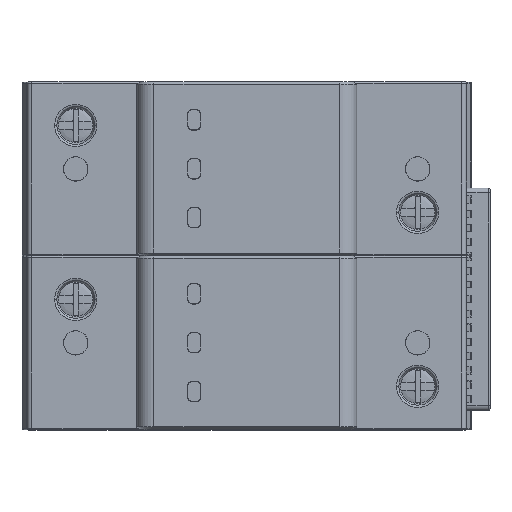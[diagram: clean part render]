
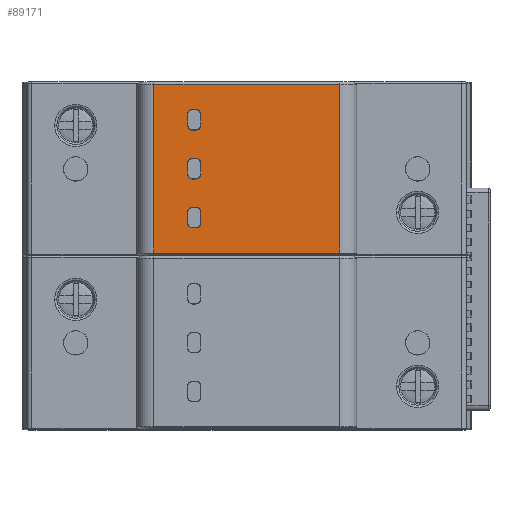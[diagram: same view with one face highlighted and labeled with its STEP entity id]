
A CAD part, top view. The second image highlights one B-rep face of the part: STEP entity #89171.
In plain terms, the highlighted planar face has unit normal (0, 0, 1).
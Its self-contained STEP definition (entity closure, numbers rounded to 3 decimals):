
#2160=DIRECTION('',(0.,-1.,0.));
#2161=VECTOR('',#2160,34.5);
#2162=CARTESIAN_POINT('',(25.8,70.55,31.607));
#2163=LINE('',#2162,#2161);
#2185=DIRECTION('',(-1.,0.,0.));
#2186=VECTOR('',#2185,38.);
#2187=CARTESIAN_POINT('',(63.8,70.55,31.607));
#2188=LINE('',#2187,#2186);
#16407=DIRECTION('',(1.,0.,0.));
#16408=VECTOR('',#16407,38.);
#16409=CARTESIAN_POINT('',(25.8,36.05,31.607));
#16410=LINE('',#16409,#16408);
#16411=CARTESIAN_POINT('',(33.7,52.2,31.607));
#16412=DIRECTION('',(0.,0.,1.));
#16413=DIRECTION('',(-1.,0.,0.));
#16414=AXIS2_PLACEMENT_3D('',#16411,#16412,#16413);
#16416=CARTESIAN_POINT('',(34.4,52.2,31.607));
#16417=DIRECTION('',(0.,0.,1.));
#16418=DIRECTION('',(0.,-1.,0.));
#16419=AXIS2_PLACEMENT_3D('',#16416,#16417,#16418);
#16421=CARTESIAN_POINT('',(34.4,54.4,31.607));
#16422=DIRECTION('',(0.,0.,1.));
#16423=DIRECTION('',(1.,0.,0.));
#16424=AXIS2_PLACEMENT_3D('',#16421,#16422,#16423);
#16426=CARTESIAN_POINT('',(33.7,54.4,31.607));
#16427=DIRECTION('',(0.,0.,1.));
#16428=DIRECTION('',(0.,1.,0.));
#16429=AXIS2_PLACEMENT_3D('',#16426,#16427,#16428);
#16431=CARTESIAN_POINT('',(33.7,42.2,31.607));
#16432=DIRECTION('',(0.,0.,1.));
#16433=DIRECTION('',(-1.,0.,0.));
#16434=AXIS2_PLACEMENT_3D('',#16431,#16432,#16433);
#16436=CARTESIAN_POINT('',(34.4,42.2,31.607));
#16437=DIRECTION('',(0.,0.,1.));
#16438=DIRECTION('',(0.,-1.,0.));
#16439=AXIS2_PLACEMENT_3D('',#16436,#16437,#16438);
#16441=CARTESIAN_POINT('',(34.4,44.4,31.607));
#16442=DIRECTION('',(0.,0.,1.));
#16443=DIRECTION('',(1.,0.,0.));
#16444=AXIS2_PLACEMENT_3D('',#16441,#16442,#16443);
#16446=CARTESIAN_POINT('',(33.7,44.4,31.607));
#16447=DIRECTION('',(0.,0.,1.));
#16448=DIRECTION('',(0.,1.,0.));
#16449=AXIS2_PLACEMENT_3D('',#16446,#16447,#16448);
#16451=CARTESIAN_POINT('',(33.7,62.2,31.607));
#16452=DIRECTION('',(0.,0.,1.));
#16453=DIRECTION('',(-1.,0.,0.));
#16454=AXIS2_PLACEMENT_3D('',#16451,#16452,#16453);
#16456=CARTESIAN_POINT('',(34.4,62.2,31.607));
#16457=DIRECTION('',(0.,0.,1.));
#16458=DIRECTION('',(0.,-1.,0.));
#16459=AXIS2_PLACEMENT_3D('',#16456,#16457,#16458);
#16461=CARTESIAN_POINT('',(34.4,64.4,31.607));
#16462=DIRECTION('',(0.,0.,1.));
#16463=DIRECTION('',(1.,0.,0.));
#16464=AXIS2_PLACEMENT_3D('',#16461,#16462,#16463);
#16466=CARTESIAN_POINT('',(33.7,64.4,31.607));
#16467=DIRECTION('',(0.,0.,1.));
#16468=DIRECTION('',(0.,1.,0.));
#16469=AXIS2_PLACEMENT_3D('',#16466,#16467,#16468);
#16471=DIRECTION('',(0.,1.,0.));
#16472=VECTOR('',#16471,34.5);
#16473=CARTESIAN_POINT('',(63.8,36.05,31.607));
#16474=LINE('',#16473,#16472);
#42751=DIRECTION('',(0.,1.,0.));
#42752=VECTOR('',#42751,2.2);
#42753=CARTESIAN_POINT('',(32.7,52.2,31.607));
#42754=LINE('',#42753,#42752);
#42782=DIRECTION('',(1.,0.,0.));
#42783=VECTOR('',#42782,0.7);
#42784=CARTESIAN_POINT('',(33.7,55.4,31.607));
#42785=LINE('',#42784,#42783);
#42813=DIRECTION('',(0.,-1.,0.));
#42814=VECTOR('',#42813,2.2);
#42815=CARTESIAN_POINT('',(35.4,54.4,31.607));
#42816=LINE('',#42815,#42814);
#42844=DIRECTION('',(-1.,0.,0.));
#42845=VECTOR('',#42844,0.7);
#42846=CARTESIAN_POINT('',(34.4,51.2,31.607));
#42847=LINE('',#42846,#42845);
#42911=DIRECTION('',(0.,1.,0.));
#42912=VECTOR('',#42911,2.2);
#42913=CARTESIAN_POINT('',(32.7,42.2,31.607));
#42914=LINE('',#42913,#42912);
#42942=DIRECTION('',(1.,0.,0.));
#42943=VECTOR('',#42942,0.7);
#42944=CARTESIAN_POINT('',(33.7,45.4,31.607));
#42945=LINE('',#42944,#42943);
#42973=DIRECTION('',(0.,-1.,0.));
#42974=VECTOR('',#42973,2.2);
#42975=CARTESIAN_POINT('',(35.4,44.4,31.607));
#42976=LINE('',#42975,#42974);
#43004=DIRECTION('',(-1.,0.,0.));
#43005=VECTOR('',#43004,0.7);
#43006=CARTESIAN_POINT('',(34.4,41.2,31.607));
#43007=LINE('',#43006,#43005);
#43071=DIRECTION('',(0.,1.,0.));
#43072=VECTOR('',#43071,2.2);
#43073=CARTESIAN_POINT('',(32.7,62.2,31.607));
#43074=LINE('',#43073,#43072);
#43102=DIRECTION('',(1.,0.,0.));
#43103=VECTOR('',#43102,0.7);
#43104=CARTESIAN_POINT('',(33.7,65.4,31.607));
#43105=LINE('',#43104,#43103);
#43133=DIRECTION('',(0.,-1.,0.));
#43134=VECTOR('',#43133,2.2);
#43135=CARTESIAN_POINT('',(35.4,64.4,31.607));
#43136=LINE('',#43135,#43134);
#43164=DIRECTION('',(-1.,0.,0.));
#43165=VECTOR('',#43164,0.7);
#43166=CARTESIAN_POINT('',(34.4,61.2,31.607));
#43167=LINE('',#43166,#43165);
#64832=CARTESIAN_POINT('',(25.8,36.05,31.607));
#64833=VERTEX_POINT('',#64832);
#64834=CARTESIAN_POINT('',(63.8,36.05,31.607));
#64835=VERTEX_POINT('',#64834);
#64864=CARTESIAN_POINT('',(63.8,70.55,31.607));
#64865=VERTEX_POINT('',#64864);
#64866=CARTESIAN_POINT('',(25.8,70.55,31.607));
#64867=VERTEX_POINT('',#64866);
#64868=CARTESIAN_POINT('',(32.7,52.2,31.607));
#64869=CARTESIAN_POINT('',(32.7,54.4,31.607));
#64870=VERTEX_POINT('',#64868);
#64871=VERTEX_POINT('',#64869);
#64872=CARTESIAN_POINT('',(33.7,51.2,31.607));
#64873=VERTEX_POINT('',#64872);
#64874=CARTESIAN_POINT('',(34.4,51.2,31.607));
#64875=VERTEX_POINT('',#64874);
#64876=CARTESIAN_POINT('',(35.4,52.2,31.607));
#64877=VERTEX_POINT('',#64876);
#64878=CARTESIAN_POINT('',(35.4,54.4,31.607));
#64879=VERTEX_POINT('',#64878);
#64880=CARTESIAN_POINT('',(34.4,55.4,31.607));
#64881=VERTEX_POINT('',#64880);
#64882=CARTESIAN_POINT('',(33.7,55.4,31.607));
#64883=VERTEX_POINT('',#64882);
#64884=CARTESIAN_POINT('',(32.7,42.2,31.607));
#64885=CARTESIAN_POINT('',(32.7,44.4,31.607));
#64886=VERTEX_POINT('',#64884);
#64887=VERTEX_POINT('',#64885);
#64888=CARTESIAN_POINT('',(33.7,41.2,31.607));
#64889=VERTEX_POINT('',#64888);
#64890=CARTESIAN_POINT('',(34.4,41.2,31.607));
#64891=VERTEX_POINT('',#64890);
#64892=CARTESIAN_POINT('',(35.4,42.2,31.607));
#64893=VERTEX_POINT('',#64892);
#64894=CARTESIAN_POINT('',(35.4,44.4,31.607));
#64895=VERTEX_POINT('',#64894);
#64896=CARTESIAN_POINT('',(34.4,45.4,31.607));
#64897=VERTEX_POINT('',#64896);
#64898=CARTESIAN_POINT('',(33.7,45.4,31.607));
#64899=VERTEX_POINT('',#64898);
#64900=CARTESIAN_POINT('',(32.7,62.2,31.607));
#64901=CARTESIAN_POINT('',(32.7,64.4,31.607));
#64902=VERTEX_POINT('',#64900);
#64903=VERTEX_POINT('',#64901);
#64904=CARTESIAN_POINT('',(33.7,61.2,31.607));
#64905=VERTEX_POINT('',#64904);
#64906=CARTESIAN_POINT('',(34.4,61.2,31.607));
#64907=VERTEX_POINT('',#64906);
#64908=CARTESIAN_POINT('',(35.4,62.2,31.607));
#64909=VERTEX_POINT('',#64908);
#64910=CARTESIAN_POINT('',(35.4,64.4,31.607));
#64911=VERTEX_POINT('',#64910);
#64912=CARTESIAN_POINT('',(34.4,65.4,31.607));
#64913=VERTEX_POINT('',#64912);
#64914=CARTESIAN_POINT('',(33.7,65.4,31.607));
#64915=VERTEX_POINT('',#64914);
#89105=CARTESIAN_POINT('',(44.8,53.3,31.607));
#89106=DIRECTION('',(0.,0.,1.));
#89107=DIRECTION('',(-1.,0.,0.));
#89108=AXIS2_PLACEMENT_3D('',#89105,#89106,#89107);
#89109=PLANE('',#89108);
#89110=ORIENTED_EDGE('',*,*,#69879,.F.);
#89111=ORIENTED_EDGE('',*,*,#69919,.F.);
#89113=ORIENTED_EDGE('',*,*,#89112,.F.);
#89114=ORIENTED_EDGE('',*,*,#89098,.F.);
#89115=EDGE_LOOP('',(#89110,#89111,#89113,#89114));
#89116=FACE_OUTER_BOUND('',#89115,.F.);
#89118=ORIENTED_EDGE('',*,*,#89117,.F.);
#89120=ORIENTED_EDGE('',*,*,#89119,.T.);
#89122=ORIENTED_EDGE('',*,*,#89121,.F.);
#89124=ORIENTED_EDGE('',*,*,#89123,.T.);
#89126=ORIENTED_EDGE('',*,*,#89125,.F.);
#89128=ORIENTED_EDGE('',*,*,#89127,.T.);
#89130=ORIENTED_EDGE('',*,*,#89129,.F.);
#89132=ORIENTED_EDGE('',*,*,#89131,.T.);
#89133=EDGE_LOOP('',(#89118,#89120,#89122,#89124,#89126,#89128,#89130,#89132));
#89134=FACE_BOUND('',#89133,.F.);
#89136=ORIENTED_EDGE('',*,*,#89135,.F.);
#89138=ORIENTED_EDGE('',*,*,#89137,.T.);
#89140=ORIENTED_EDGE('',*,*,#89139,.F.);
#89142=ORIENTED_EDGE('',*,*,#89141,.T.);
#89144=ORIENTED_EDGE('',*,*,#89143,.F.);
#89146=ORIENTED_EDGE('',*,*,#89145,.T.);
#89148=ORIENTED_EDGE('',*,*,#89147,.F.);
#89150=ORIENTED_EDGE('',*,*,#89149,.T.);
#89151=EDGE_LOOP('',(#89136,#89138,#89140,#89142,#89144,#89146,#89148,#89150));
#89152=FACE_BOUND('',#89151,.F.);
#89154=ORIENTED_EDGE('',*,*,#89153,.F.);
#89156=ORIENTED_EDGE('',*,*,#89155,.T.);
#89158=ORIENTED_EDGE('',*,*,#89157,.F.);
#89160=ORIENTED_EDGE('',*,*,#89159,.T.);
#89162=ORIENTED_EDGE('',*,*,#89161,.F.);
#89164=ORIENTED_EDGE('',*,*,#89163,.T.);
#89166=ORIENTED_EDGE('',*,*,#89165,.F.);
#89168=ORIENTED_EDGE('',*,*,#89167,.T.);
#89169=EDGE_LOOP('',(#89154,#89156,#89158,#89160,#89162,#89164,#89166,#89168));
#89170=FACE_BOUND('',#89169,.F.);
#89171=ADVANCED_FACE('',(#89116,#89134,#89152,#89170),#89109,.T.);
#16415=CIRCLE('',#16414,1.);
#16420=CIRCLE('',#16419,1.);
#16425=CIRCLE('',#16424,1.);
#16430=CIRCLE('',#16429,1.);
#16435=CIRCLE('',#16434,1.);
#16440=CIRCLE('',#16439,1.);
#16445=CIRCLE('',#16444,1.);
#16450=CIRCLE('',#16449,1.);
#16455=CIRCLE('',#16454,1.);
#16460=CIRCLE('',#16459,1.);
#16465=CIRCLE('',#16464,1.);
#16470=CIRCLE('',#16469,1.);
#69879=EDGE_CURVE('',#64867,#64833,#2163,.T.);
#69919=EDGE_CURVE('',#64865,#64867,#2188,.T.);
#89098=EDGE_CURVE('',#64833,#64835,#16410,.T.);
#89112=EDGE_CURVE('',#64835,#64865,#16474,.T.);
#89117=EDGE_CURVE('',#64870,#64871,#42754,.T.);
#89119=EDGE_CURVE('',#64870,#64873,#16415,.T.);
#89121=EDGE_CURVE('',#64875,#64873,#42847,.T.);
#89123=EDGE_CURVE('',#64875,#64877,#16420,.T.);
#89125=EDGE_CURVE('',#64879,#64877,#42816,.T.);
#89127=EDGE_CURVE('',#64879,#64881,#16425,.T.);
#89129=EDGE_CURVE('',#64883,#64881,#42785,.T.);
#89131=EDGE_CURVE('',#64883,#64871,#16430,.T.);
#89135=EDGE_CURVE('',#64886,#64887,#42914,.T.);
#89137=EDGE_CURVE('',#64886,#64889,#16435,.T.);
#89139=EDGE_CURVE('',#64891,#64889,#43007,.T.);
#89141=EDGE_CURVE('',#64891,#64893,#16440,.T.);
#89143=EDGE_CURVE('',#64895,#64893,#42976,.T.);
#89145=EDGE_CURVE('',#64895,#64897,#16445,.T.);
#89147=EDGE_CURVE('',#64899,#64897,#42945,.T.);
#89149=EDGE_CURVE('',#64899,#64887,#16450,.T.);
#89153=EDGE_CURVE('',#64902,#64903,#43074,.T.);
#89155=EDGE_CURVE('',#64902,#64905,#16455,.T.);
#89157=EDGE_CURVE('',#64907,#64905,#43167,.T.);
#89159=EDGE_CURVE('',#64907,#64909,#16460,.T.);
#89161=EDGE_CURVE('',#64911,#64909,#43136,.T.);
#89163=EDGE_CURVE('',#64911,#64913,#16465,.T.);
#89165=EDGE_CURVE('',#64915,#64913,#43105,.T.);
#89167=EDGE_CURVE('',#64915,#64903,#16470,.T.);
